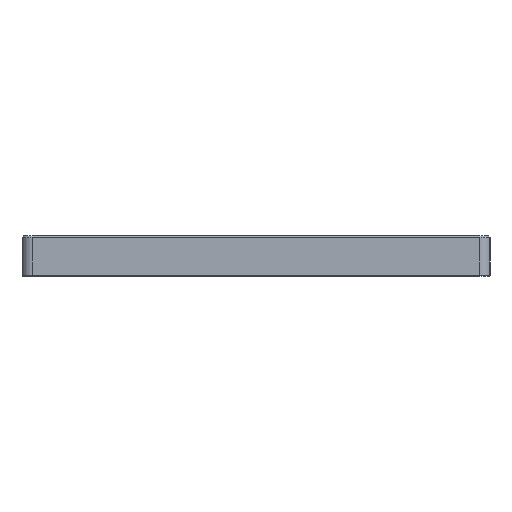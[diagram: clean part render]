
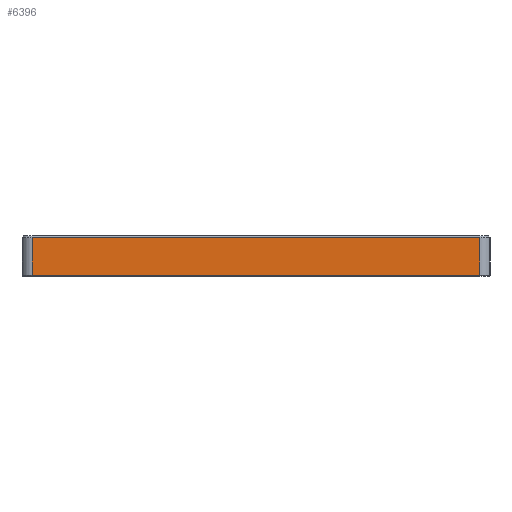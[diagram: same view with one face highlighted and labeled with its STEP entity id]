
A CAD part, left-side view. The second image highlights one B-rep face of the part: STEP entity #6396.
In plain terms, the highlighted planar face has unit normal (-1, 0, 0).
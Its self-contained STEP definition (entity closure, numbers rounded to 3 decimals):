
#808=FACE_OUTER_BOUND('',#1184,.T.);
#1184=EDGE_LOOP('',(#5171,#5172,#5173,#5174));
#1448=LINE('',#9714,#2067);
#1760=LINE('',#10622,#2379);
#1761=LINE('',#10625,#2380);
#1762=LINE('',#10626,#2381);
#2067=VECTOR('',#7649,10.);
#2379=VECTOR('',#8621,10.);
#2380=VECTOR('',#8624,10.);
#2381=VECTOR('',#8625,10.);
#2755=VERTEX_POINT('',#9709);
#2756=VERTEX_POINT('',#9713);
#3022=VERTEX_POINT('',#10620);
#3023=VERTEX_POINT('',#10624);
#3379=EDGE_CURVE('',#2755,#2756,#1448,.T.);
#3833=EDGE_CURVE('',#3022,#2755,#1760,.T.);
#3834=EDGE_CURVE('',#3023,#3022,#1761,.T.);
#3835=EDGE_CURVE('',#2756,#3023,#1762,.T.);
#5171=ORIENTED_EDGE('',*,*,#3379,.F.);
#5172=ORIENTED_EDGE('',*,*,#3833,.F.);
#5173=ORIENTED_EDGE('',*,*,#3834,.F.);
#5174=ORIENTED_EDGE('',*,*,#3835,.F.);
#6091=PLANE('',#7023);
#6396=ADVANCED_FACE('',(#808),#6091,.F.);
#7023=AXIS2_PLACEMENT_3D('',#10623,#8622,#8623);
#7649=DIRECTION('',(0.,1.,0.));
#8621=DIRECTION('',(0.,0.,-1.));
#8622=DIRECTION('center_axis',(1.,0.,0.));
#8623=DIRECTION('ref_axis',(0.,0.,-1.));
#8624=DIRECTION('',(0.,-1.,0.));
#8625=DIRECTION('',(0.,0.,1.));
#9709=CARTESIAN_POINT('',(-179.331,-67.031,0.25));
#9713=CARTESIAN_POINT('',(-179.331,67.031,0.25));
#9714=CARTESIAN_POINT('',(-179.331,-35.016,0.25));
#10620=CARTESIAN_POINT('',(-179.331,-67.031,11.5));
#10622=CARTESIAN_POINT('',(-179.331,-67.031,2.925));
#10623=CARTESIAN_POINT('Origin',(-179.331,0.,0.));
#10624=CARTESIAN_POINT('',(-179.331,67.031,11.5));
#10625=CARTESIAN_POINT('',(-179.331,0.,11.5));
#10626=CARTESIAN_POINT('',(-179.331,67.031,2.925));
